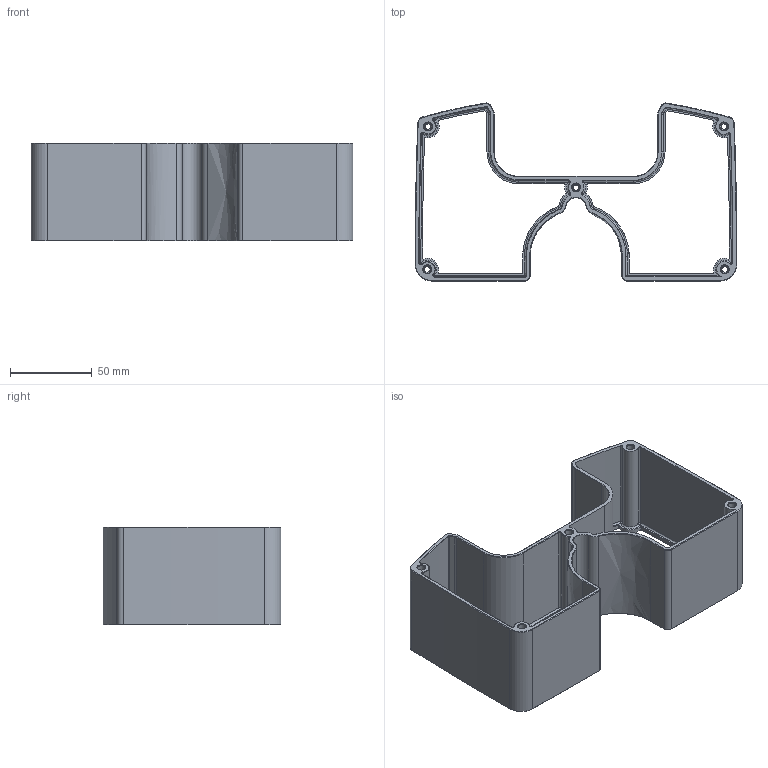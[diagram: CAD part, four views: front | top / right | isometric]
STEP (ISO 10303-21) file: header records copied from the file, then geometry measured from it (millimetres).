
FILE_DESCRIPTION(/* description */ (''),/* implementation_level */ '2;1');
FILE_NAME(/* name */ 'JJ100B_Body.stp',/* time_stamp */ '2023-12-09T12:59:21+01:00',/* author */ (''),/* organization */ (''),/* preprocessor_version */ 'ST-DEVELOPER v18.102',/* originating_system */ 'SIEMENS PLM Software NX2206.8501',/* authorisation */ '');
FILE_SCHEMA (('AUTOMOTIVE_DESIGN { 1 0 10303 214 3 1 1 1 }'));
Length unit declared in the file: millimetre
Products named in the file (1): JJ100B_Grundplatte_objects
Bounding box: 196.93 x 108.89 x 60 mm (x, y, z)
Volume: 128443.4 mm3; surface area: 96329.7 mm2
Topology: 1 solids, 1 shells, 313 faces, 751 edges, 427 vertices
Faces by surface type: cylinder 110, cone 92, plane 49, bspline 20, torus 19, extrusion 12, sphere 11
Full cylindrical faces by diameter (mm): 3.4 x5, 4.7 x10
Entity records: 9434 total; most frequent: CARTESIAN_POINT 2384, DIRECTION 1544, ORIENTED_EDGE 1390, EDGE_CURVE 695, AXIS2_PLACEMENT_3D 623, VERTEX_POINT 421, EDGE_LOOP 364, CIRCLE 341
